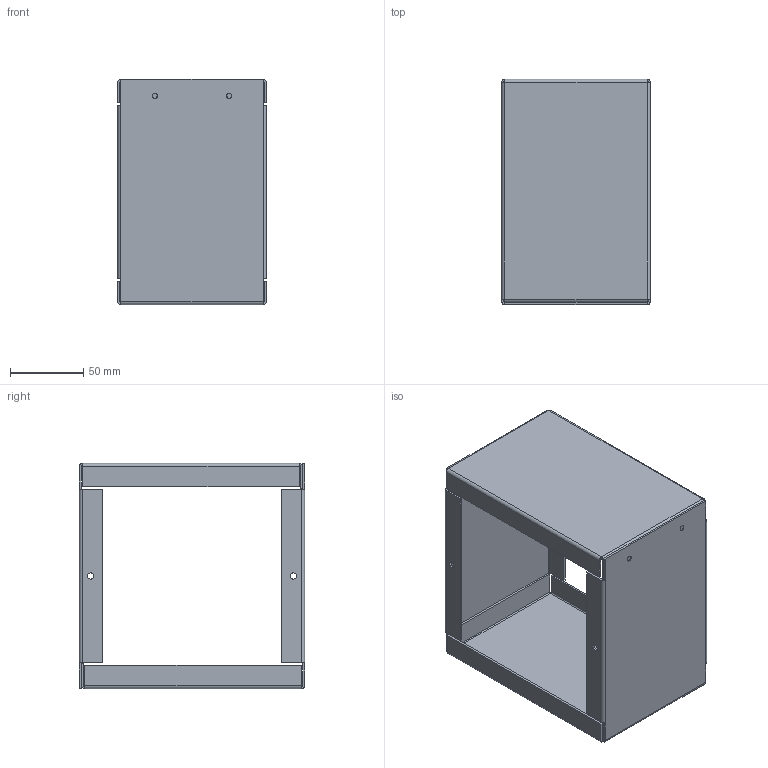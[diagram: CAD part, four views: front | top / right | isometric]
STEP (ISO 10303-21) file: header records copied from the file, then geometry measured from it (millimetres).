
FILE_DESCRIPTION (( 'STEP AP214' ), '1' );
FILE_NAME ('CSG66EXT4.STEP', '2021-09-09T18:25:41', ( '' ), ( '' ), 'SwSTEP 2.0', 'SolidWorks 2021', '' );
FILE_SCHEMA (( 'AUTOMOTIVE_DESIGN' ));
Length unit declared in the file: inch
Products named in the file (1): CSG66EXT4
Bounding box: 101.6 x 153.99 x 153.99 mm (x, y, z)
Volume: 114321.2 mm3; surface area: 160926.6 mm2
Topology: 2 solids, 2 shells, 114 faces, 270 edges, 164 vertices
Faces by surface type: plane 76, cylinder 38
Full cylindrical faces by diameter (mm): 3.327 x4, 3.683 x4, 4.318 x2
Entity records: 4741 total; most frequent: DIRECTION 566, CARTESIAN_POINT 539, ORIENTED_EDGE 520, EDGE_CURVE 260, AXIS2_PLACEMENT_3D 191, LINE 184, VECTOR 184, VERTEX_POINT 164
